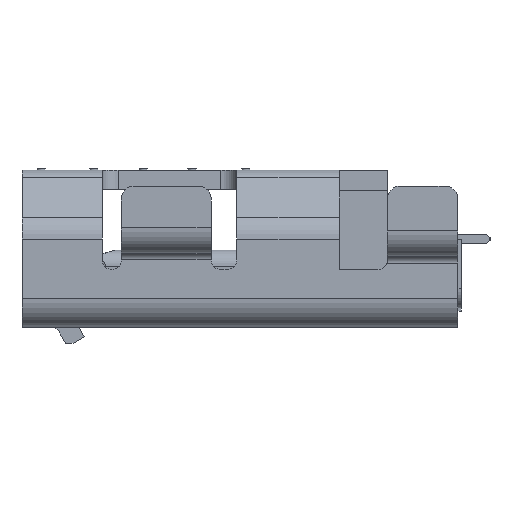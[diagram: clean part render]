
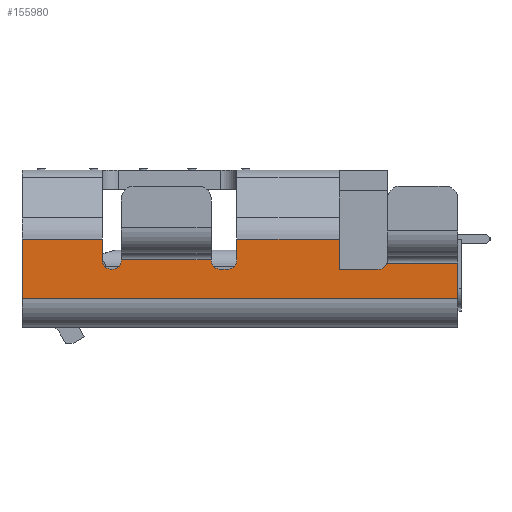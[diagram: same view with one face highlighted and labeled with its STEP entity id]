
A CAD part, front view. The second image highlights one B-rep face of the part: STEP entity #155980.
In plain terms, the highlighted face is planar.
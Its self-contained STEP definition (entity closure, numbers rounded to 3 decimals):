
#149260=CARTESIAN_POINT('',(-3.75,2.15,-0.315));
#149270=VERTEX_POINT('',#149260);
#149300=CARTESIAN_POINT('',(-3.75,2.15,-0.165));
#149310=DIRECTION('',(-1.,0.,0.));
#149320=DIRECTION('',(0.,-0.,1.));
#149330=AXIS2_PLACEMENT_3D('',#149300,#149310,#149320);
#149340=CIRCLE('',#149330,0.15);
#149350=CARTESIAN_POINT('',(-3.75,2.3,-0.165));
#149360=VERTEX_POINT('',#149350);
#149370=EDGE_CURVE('',#149360,#149270,#149340,.T.);
#149570=CARTESIAN_POINT('',(-3.75,4.,-0.165));
#149580=VERTEX_POINT('',#149570);
#149660=CARTESIAN_POINT('',(-3.75,3.85,-0.315));
#149670=VERTEX_POINT('',#149660);
#149700=CARTESIAN_POINT('',(-3.75,3.85,-0.165));
#149710=DIRECTION('',(1.,0.,0.));
#149720=DIRECTION('',(0.,0.,-1.));
#149730=AXIS2_PLACEMENT_3D('',#149700,#149710,#149720);
#149740=CIRCLE('',#149730,0.15);
#149750=EDGE_CURVE('',#149670,#149580,#149740,.T.);
#152720=CARTESIAN_POINT('',(-3.75,3.7,-0.165));
#152730=VERTEX_POINT('',#152720);
#153670=CARTESIAN_POINT('',(-3.75,2.325,-0.165));
#153680=DIRECTION('',(0.,1.,-0.));
#153690=VECTOR('',#153680,1.);
#153700=LINE('',#153670,#153690);
#153710=EDGE_CURVE('',#149360,#152730,#153700,.T.);
#154070=CARTESIAN_POINT('',(-3.75,4.,-1.215));
#154080=DIRECTION('',(0.,0.,-1.));
#154090=VECTOR('',#154080,1.);
#154100=LINE('',#154070,#154090);
#154110=CARTESIAN_POINT('',(-3.75,4.,0.159));
#154120=VERTEX_POINT('',#154110);
#154130=EDGE_CURVE('',#154120,#149580,#154100,.T.);
#154890=CARTESIAN_POINT('',(-3.75,2.1,-0.303));
#154900=DIRECTION('',(-1.,0.,0.));
#154910=DIRECTION('',(0.,-0.,1.));
#154920=AXIS2_PLACEMENT_3D('',#154890,#154900,#154910);
#154930=PLANE('',#154920);
#154940=CARTESIAN_POINT('',(-3.75,2.325,-0.315));
#154950=DIRECTION('',(0.,-1.,0.));
#154960=VECTOR('',#154950,1.);
#154970=LINE('',#154940,#154960);
#154980=CARTESIAN_POINT('',(-3.75,0.3,-0.315));
#154990=VERTEX_POINT('',#154980);
#155000=CARTESIAN_POINT('',(-3.75,-0.3,-0.315)
);
#155010=VERTEX_POINT('',#155000);
#155020=EDGE_CURVE('',#154990,#155010,#154970,.T.);
#155030=ORIENTED_EDGE('',*,*,#155020,.F.);
#155040=CARTESIAN_POINT('',(-3.75,-0.3,-0.165)
);
#155050=DIRECTION('',(1.,0.,0.));
#155060=DIRECTION('',(0.,0.,-1.));
#155070=AXIS2_PLACEMENT_3D('',#155040,#155050,#155060);
#155080=CIRCLE('',#155070,0.15);
#155090=CARTESIAN_POINT('',(-3.75,-0.441,-0.215));
#155100=VERTEX_POINT('',#155090);
#155110=EDGE_CURVE('',#155100,#155010,#155080,.T.);
#155120=ORIENTED_EDGE('',*,*,#155110,.T.);
#155130=CARTESIAN_POINT('',(-3.75,2.325,-0.215));
#155140=DIRECTION('',(0.,-1.,0.));
#155150=VECTOR('',#155140,1.);
#155160=LINE('',#155130,#155150);
#155170=CARTESIAN_POINT('',(-3.75,-1.55,-0.215));
#155180=VERTEX_POINT('',#155170);
#155190=EDGE_CURVE('',#155100,#155180,#155160,.T.);
#155200=ORIENTED_EDGE('',*,*,#155190,.F.);
#155210=CARTESIAN_POINT('',(-3.75,-1.55,-1.215));
#155220=DIRECTION('',(0.,-0.,1.));
#155230=VECTOR('',#155220,1.);
#155240=LINE('',#155210,#155230);
#155250=CARTESIAN_POINT('',(-3.75,-1.55,-0.765));
#155260=VERTEX_POINT('',#155250);
#155270=EDGE_CURVE('',#155260,#155180,#155240,.T.);
#155280=ORIENTED_EDGE('',*,*,#155270,.T.);
#155290=CARTESIAN_POINT('',(-3.75,-1.05,-0.765));
#155300=DIRECTION('',(0.,-1.,0.));
#155310=VECTOR('',#155300,1.);
#155320=LINE('',#155290,#155310);
#155330=CARTESIAN_POINT('',(-3.75,5.25,-0.765));
#155340=VERTEX_POINT('',#155330);
#155350=EDGE_CURVE('',#155340,#155260,#155320,.T.);
#155360=ORIENTED_EDGE('',*,*,#155350,.T.);
#155370=CARTESIAN_POINT('',(-3.75,5.25,-1.215));
#155380=DIRECTION('',(0.,0.,-1.));
#155390=VECTOR('',#155380,1.);
#155400=LINE('',#155370,#155390);
#155410=CARTESIAN_POINT('',(-3.75,5.25,0.159));
#155420=VERTEX_POINT('',#155410);
#155430=EDGE_CURVE('',#155420,#155340,#155400,.T.);
#155440=ORIENTED_EDGE('',*,*,#155430,.T.);
#155450=CARTESIAN_POINT('',(-3.75,1.1,0.159));
#155460=DIRECTION('',(0.,-1.,0.));
#155470=VECTOR('',#155460,1.);
#155480=LINE('',#155450,#155470);
#155490=EDGE_CURVE('',#155420,#154120,#155480,.T.);
#155500=ORIENTED_EDGE('',*,*,#155490,.F.);
#155510=ORIENTED_EDGE('',*,*,#154130,.F.);
#155520=ORIENTED_EDGE('',*,*,#149750,.T.);
#155530=EDGE_CURVE('',#152730,#149670,#149740,.T.);
#155540=ORIENTED_EDGE('',*,*,#155530,.T.);
#155550=ORIENTED_EDGE('',*,*,#153710,.T.);
#155560=ORIENTED_EDGE('',*,*,#149370,.F.);
#155570=CARTESIAN_POINT('',(-3.75,2.325,-0.315));
#155580=DIRECTION('',(0.,-1.,0.));
#155590=VECTOR('',#155580,1.);
#155600=LINE('',#155570,#155590);
#155610=CARTESIAN_POINT('',(-3.75,2.05,-0.315));
#155620=VERTEX_POINT('',#155610);
#155630=EDGE_CURVE('',#149270,#155620,#155600,.T.);
#155640=ORIENTED_EDGE('',*,*,#155630,.F.);
#155650=CARTESIAN_POINT('',(-3.75,2.05,-0.165));
#155660=DIRECTION('',(1.,0.,0.));
#155670=DIRECTION('',(0.,0.,-1.));
#155680=AXIS2_PLACEMENT_3D('',#155650,#155660,#155670);
#155690=CIRCLE('',#155680,0.15);
#155700=CARTESIAN_POINT('',(-3.75,1.9,-0.165));
#155710=VERTEX_POINT('',#155700);
#155720=EDGE_CURVE('',#155710,#155620,#155690,.T.);
#155730=ORIENTED_EDGE('',*,*,#155720,.T.);
#155740=CARTESIAN_POINT('',(-3.75,1.9,-1.215));
#155750=DIRECTION('',(0.,-0.,1.));
#155760=VECTOR('',#155750,1.);
#155770=LINE('',#155740,#155760);
#155780=CARTESIAN_POINT('',(-3.75,1.9,0.159));
#155790=VERTEX_POINT('',#155780);
#155800=EDGE_CURVE('',#155710,#155790,#155770,.T.);
#155810=ORIENTED_EDGE('',*,*,#155800,.F.);
#155820=CARTESIAN_POINT('',(-3.75,1.1,0.159));
#155830=DIRECTION('',(0.,-1.,0.));
#155840=VECTOR('',#155830,1.);
#155850=LINE('',#155820,#155840);
#155860=CARTESIAN_POINT('',(-3.75,0.3,0.159));
#155870=VERTEX_POINT('',#155860);
#155880=EDGE_CURVE('',#155790,#155870,#155850,.T.);
#155890=ORIENTED_EDGE('',*,*,#155880,.F.);
#155900=CARTESIAN_POINT('',(-3.75,0.3,-1.215));
#155910=DIRECTION('',(0.,0.,-1.));
#155920=VECTOR('',#155910,1.);
#155930=LINE('',#155900,#155920);
#155940=EDGE_CURVE('',#155870,#154990,#155930,.T.);
#155950=ORIENTED_EDGE('',*,*,#155940,.F.);
#155960=EDGE_LOOP('',(#155950,#155890,#155810,#155730,#155640,#155560,
#155550,#155540,#155520,#155510,#155500,#155440,#155360,#155280,#155200,
#155120,#155030));
#155970=FACE_OUTER_BOUND('',#155960,.T.);
#155980=ADVANCED_FACE('',(#155970),#154930,.T.);
